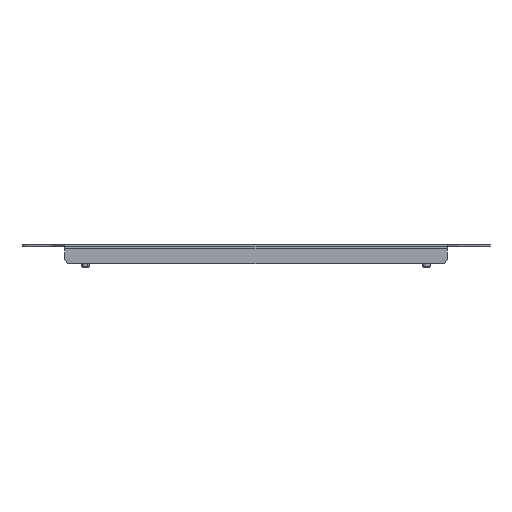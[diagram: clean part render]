
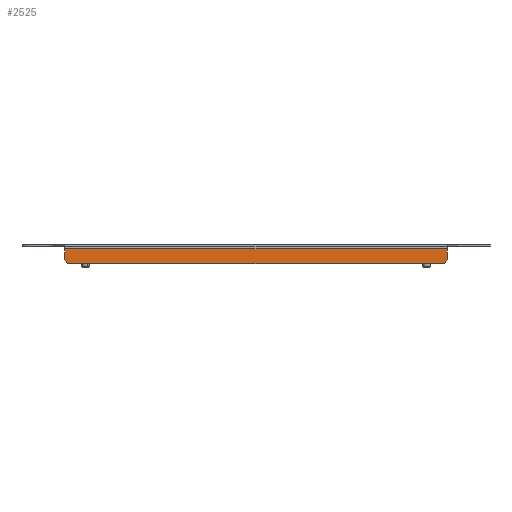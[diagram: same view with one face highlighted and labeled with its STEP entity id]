
A CAD part, front view. The second image highlights one B-rep face of the part: STEP entity #2525.
In plain terms, the highlighted planar face has unit normal (0, -1, 0).
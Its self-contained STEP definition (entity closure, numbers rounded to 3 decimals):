
#30 = DIRECTION ( 'NONE',  ( 0., 0., 1. ) ) ;
#103 = CARTESIAN_POINT ( 'NONE',  ( 0., -1035., 0. ) ) ;
#163 = VERTEX_POINT ( 'NONE', #1688 ) ;
#222 = EDGE_CURVE ( 'NONE', #589, #1270, #3296, .T. ) ;
#467 = DIRECTION ( 'NONE',  ( 0., 0., 1. ) ) ;
#589 = VERTEX_POINT ( 'NONE', #1183 ) ;
#594 = EDGE_CURVE ( 'NONE', #589, #704, #3346, .T. ) ;
#597 = VECTOR ( 'NONE', #705, 1000. ) ;
#704 = VERTEX_POINT ( 'NONE', #2828 ) ;
#705 = DIRECTION ( 'NONE',  ( -1., 0., 0. ) ) ;
#725 = LINE ( 'NONE', #1788, #1603 ) ;
#810 = EDGE_CURVE ( 'NONE', #2971, #163, #1301, .T. ) ;
#942 = EDGE_CURVE ( 'NONE', #2862, #704, #2435, .T. ) ;
#961 = CARTESIAN_POINT ( 'NONE',  ( 146.357, -1035., -10. ) ) ;
#976 = ORIENTED_EDGE ( 'NONE', *, *, #594, .F. ) ;
#1183 = CARTESIAN_POINT ( 'NONE',  ( 146.357, -1035., -15. ) ) ;
#1270 = VERTEX_POINT ( 'NONE', #1828 ) ;
#1301 = LINE ( 'NONE', #2349, #3139 ) ;
#1385 = AXIS2_PLACEMENT_3D ( 'NONE', #103, #2413, #30 ) ;
#1455 = CARTESIAN_POINT ( 'NONE',  ( 185., -1035., -15. ) ) ;
#1494 = AXIS2_PLACEMENT_3D ( 'NONE', #2701, #2017, #2228 ) ;
#1527 = DIRECTION ( 'NONE',  ( 0., 0., 1. ) ) ;
#1603 = VECTOR ( 'NONE', #1527, 1000. ) ;
#1678 = EDGE_CURVE ( 'NONE', #2862, #2971, #725, .T. ) ;
#1688 = CARTESIAN_POINT ( 'NONE',  ( 151.357, -1035., -3. ) ) ;
#1689 = FACE_OUTER_BOUND ( 'NONE', #2724, .T. ) ;
#1699 = CARTESIAN_POINT ( 'NONE',  ( 151.357, -1035., -15. ) ) ;
#1751 = LINE ( 'NONE', #1699, #2955 ) ;
#1788 = CARTESIAN_POINT ( 'NONE',  ( -151.357, -1035., -15. ) ) ;
#1813 = ORIENTED_EDGE ( 'NONE', *, *, #1678, .F. ) ;
#1828 = CARTESIAN_POINT ( 'NONE',  ( 151.357, -1035., -10. ) ) ;
#1855 = DIRECTION ( 'NONE',  ( 1., 0., 0. ) ) ;
#1878 = CARTESIAN_POINT ( 'NONE',  ( -151.357, -1035., -10. ) ) ;
#1955 = CARTESIAN_POINT ( 'NONE',  ( -151.357, -1035., -3. ) ) ;
#1968 = ORIENTED_EDGE ( 'NONE', *, *, #3003, .T. ) ;
#2017 = DIRECTION ( 'NONE',  ( 0., -1., 0. ) ) ;
#2109 = ORIENTED_EDGE ( 'NONE', *, *, #942, .T. ) ;
#2228 = DIRECTION ( 'NONE',  ( 0., 0., 1. ) ) ;
#2281 = DIRECTION ( 'NONE',  ( 0., 0., 1. ) ) ;
#2302 = ORIENTED_EDGE ( 'NONE', *, *, #222, .T. ) ;
#2349 = CARTESIAN_POINT ( 'NONE',  ( 185., -1035., -3. ) ) ;
#2413 = DIRECTION ( 'NONE',  ( 0., 1., 0. ) ) ;
#2435 = CIRCLE ( 'NONE', #1494, 5. ) ;
#2480 = PLANE ( 'NONE',  #1385 ) ;
#2525 = ADVANCED_FACE ( 'NONE', ( #1689 ), #2480, .F. ) ;
#2536 = AXIS2_PLACEMENT_3D ( 'NONE', #961, #2556, #467 ) ;
#2556 = DIRECTION ( 'NONE',  ( 0., -1., 0. ) ) ;
#2700 = ORIENTED_EDGE ( 'NONE', *, *, #810, .F. ) ;
#2701 = CARTESIAN_POINT ( 'NONE',  ( -146.357, -1035., -10. ) ) ;
#2724 = EDGE_LOOP ( 'NONE', ( #1813, #2109, #976, #2302, #1968, #2700 ) ) ;
#2828 = CARTESIAN_POINT ( 'NONE',  ( -146.357, -1035., -15. ) ) ;
#2862 = VERTEX_POINT ( 'NONE', #1878 ) ;
#2955 = VECTOR ( 'NONE', #2281, 1000. ) ;
#2971 = VERTEX_POINT ( 'NONE', #1955 ) ;
#3003 = EDGE_CURVE ( 'NONE', #1270, #163, #1751, .T. ) ;
#3139 = VECTOR ( 'NONE', #1855, 1000. ) ;
#3296 = CIRCLE ( 'NONE', #2536, 5. ) ;
#3346 = LINE ( 'NONE', #1455, #597 ) ;
